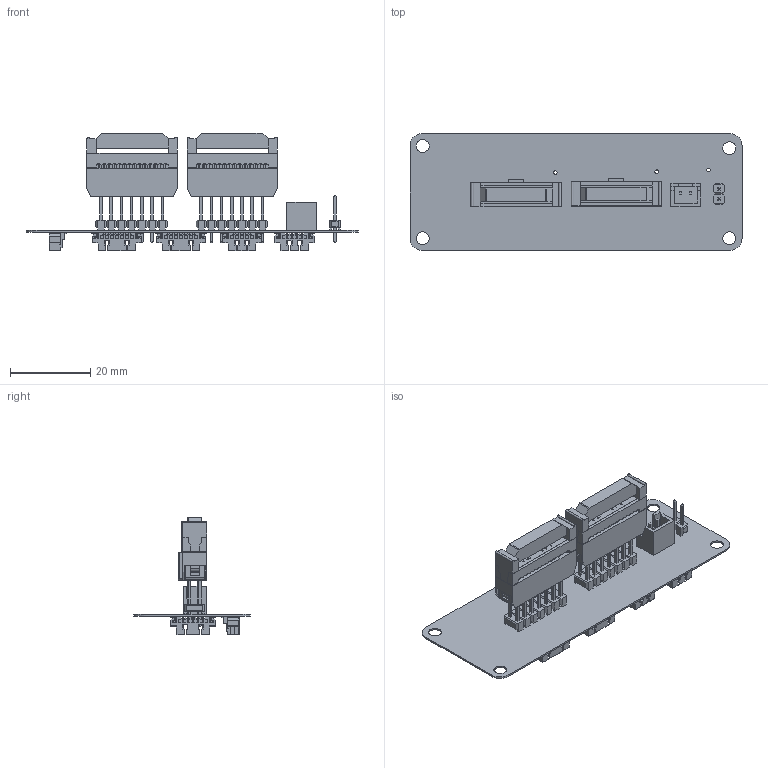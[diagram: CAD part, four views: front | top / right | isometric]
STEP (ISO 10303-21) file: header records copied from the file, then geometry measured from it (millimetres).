
FILE_DESCRIPTION(('Open CASCADE Model'),'2;1');
FILE_NAME('Open CASCADE Shape Model','2020-05-11T10:54:30',('Author'),( 'Open CASCADE'),'Open CASCADE STEP processor 6.8','Open CASCADE 6.8' ,'Unknown');
FILE_SCHEMA(('AUTOMOTIVE_DESIGN { 1 0 10303 214 1 1 1 1 }'));
Length unit declared in the file: millimetre
Products named in the file (26): PCB; Board; CN7; 61201423021_Download_STP_61201423021_rev1; use; Kabelklemme; Verschluss; Pin; m20-9980745_asm; M20-998-MOULD; M20-998-PIN; CN6; B2B-XH-A; CN5; User_Library-molex_53398_white_(3); CN3; CN2; User_Library-molex_53398_white_(2); CN9; CN4; User_Library-molex_53398_white_(4); CN8; CN1; m20-9990245_asm; M20-999-MOULD; M20-999-PIN
Assembly tree (56 placements, depth 4):
  PCB
    Board
    CN7
      61201423021_Download_STP_61201423021_rev1
  use
        Kabelklemme
        Verschluss
        Pin  x14
      m20-9980745_asm
        M20-998-MOULD
        M20-998-PIN  x14
    CN6
      B2B-XH-A
    CN5
      User_Library-molex_53398_white_(3)
    CN3
      m20-9980745_asm
        M20-998-MOULD
        M20-998-PIN  x14
      61201423021_Download_STP_61201423021_rev1
  use
        Kabelklemme
        Verschluss
        Pin  x14
    CN2
      User_Library-molex_53398_white_(2)
    CN9
      User_Library-molex_53398_white_(2)
    CN4
      User_Library-molex_53398_white_(4)
    CN8
      User_Library-molex_53398_white_(4)
    CN1
      m20-9990245_asm
        M20-999-MOULD
        M20-999-PIN  x2
Bounding box: 82.5 x 29 x 29.31 mm (x, y, z)
Volume: 5123.9 mm3; surface area: 14367.8 mm2
Topology: 84 solids, 84 shells, 4240 faces, 11185 edges, 7188 vertices
Faces by surface type: plane 3711, cylinder 493, extrusion 12, bspline 8, sphere 8, torus 8
Full cylindrical faces by diameter (mm): 0.9 x3, 1 x32, 3.2 x4
Entity records: 65357 total; most frequent: CARTESIAN_POINT 10264, ORIENTED_EDGE 9476, DIRECTION 8570, EDGE_CURVE 4738, VECTOR 4348, LINE 4342, VERTEX_POINT 3064, AXIS2_PLACEMENT_3D 2111
